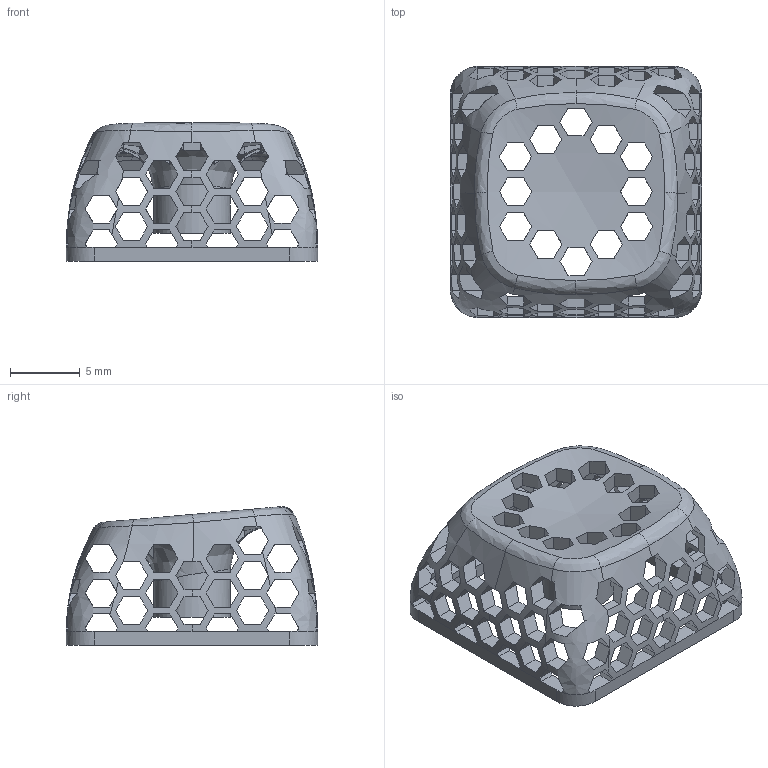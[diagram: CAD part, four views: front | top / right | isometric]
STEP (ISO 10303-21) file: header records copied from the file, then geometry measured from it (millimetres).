
FILE_DESCRIPTION(/* description */ ('','CAx-IF Rec.Pracs.---Representation and Presentation of Product Manufacturing Information (PMI)---4.0---2014-10-13'),/* implementation_level */ '2;1');
FILE_NAME(/* name */ 'Hexagon Keycap (RESIN PRINTING).step',/* time_stamp */ '2025-02-23T22:46:31+02:00',/* author */ (''),/* organization */ (''),/* preprocessor_version */ 'ST-DEVELOPER v20',/* originating_system */ 'Autodesk Translation Framework v13.20.0.188',/* authorisation */ '');
FILE_SCHEMA (('AP242_MANAGED_MODEL_BASED_3D_ENGINEERING_MIM_LF { 1 0 10303 442 1 1 4 }'));
Length unit declared in the file: millimetre
Products named in the file (1): Keycap
Bounding box: 18 x 18 x 9.94 mm (x, y, z)
Volume: 547 mm3; surface area: 1729.5 mm2
Topology: 1 solids, 1 shells, 618 faces, 2125 edges, 1397 vertices
Faces by surface type: plane 542, bspline 67, cylinder 9
Full cylindrical faces by diameter (mm): 5.5 x1
Entity records: 28886 total; most frequent: CARTESIAN_POINT 13145, ORIENTED_EDGE 4250, EDGE_CURVE 2125, DIRECTION 1902, VERTEX_POINT 1397, B_SPLINE_CURVE_WITH_KNOTS 1360, LINE 732, VECTOR 732
